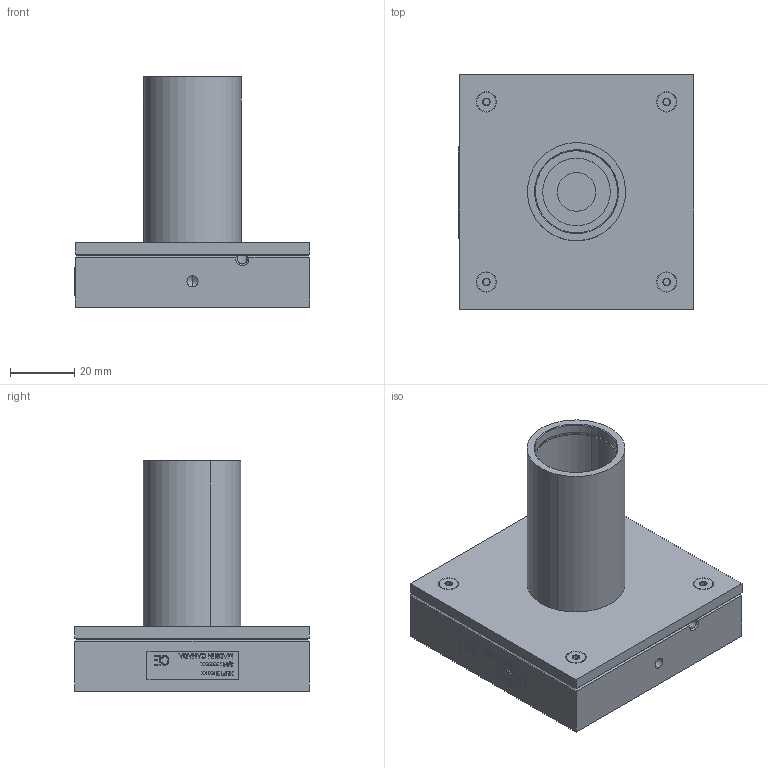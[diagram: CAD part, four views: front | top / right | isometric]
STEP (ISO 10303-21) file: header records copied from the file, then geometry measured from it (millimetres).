
FILE_DESCRIPTION (( 'STEP AP203' ), '1' );
FILE_NAME ('SK-9656 XLP12-3S-H2.STEP', '2017-07-19T12:25:16', ( '' ), ( '' ), 'SwSTEP 2.0', 'SolidWorks 2016', '' );
FILE_SCHEMA (( 'CONFIG_CONTROL_DESIGN' ));
Length unit declared in the file: millimetre
Products named in the file (1): SK-9656 XLP12-3S-H2
Bounding box: 73.3 x 73 x 71.6 mm (x, y, z)
Volume: 81509.7 mm3; surface area: 42269.2 mm2
Topology: 8 solids, 8 shells, 908 faces, 2404 edges, 1563 vertices
Faces by surface type: plane 432, cylinder 322, cone 80, bspline 74
Entity records: 37179 total; most frequent: CARTESIAN_POINT 16671, ORIENTED_EDGE 4788, DIRECTION 3527, EDGE_CURVE 2394, VERTEX_POINT 1563, VECTOR 1475, LINE 1475, AXIS2_PLACEMENT_3D 1026
